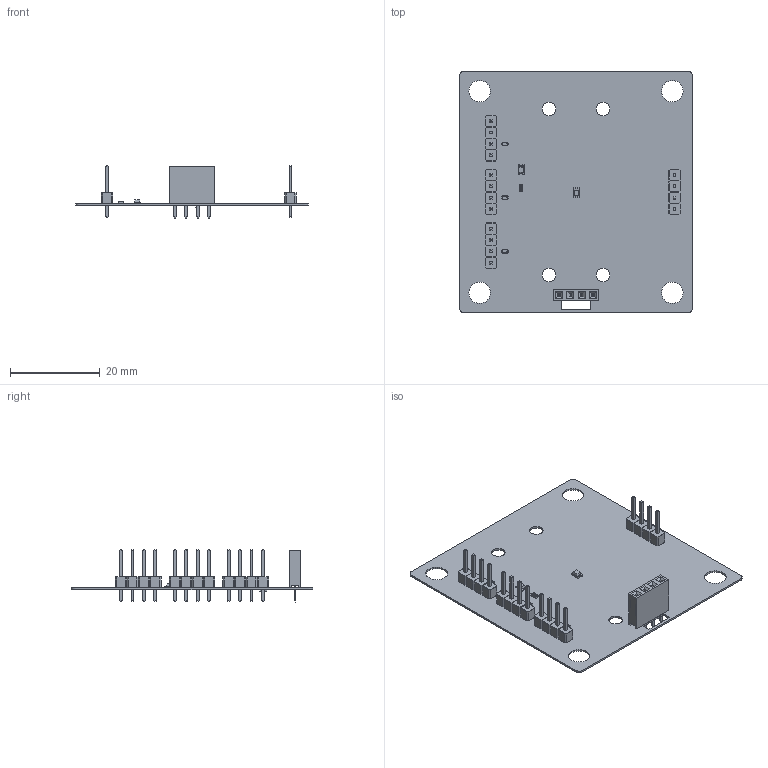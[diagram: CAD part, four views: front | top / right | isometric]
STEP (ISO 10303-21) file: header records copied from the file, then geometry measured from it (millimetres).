
FILE_DESCRIPTION(('Open CASCADE Model'),'2;1');
FILE_NAME('Open CASCADE Shape Model','2020-04-20T15:34:54',('Author'),( 'Open CASCADE'),'Open CASCADE STEP processor 6.8','Open CASCADE 6.8' ,'Unknown');
FILE_SCHEMA(('AUTOMOTIVE_DESIGN { 1 0 10303 214 1 1 1 1 }'));
Length unit declared in the file: millimetre
Products named in the file (23): PCB; Board; X5; PBS-04; VD3; User_Library-SOD523-2; VD4; VD5; X4; PLS-4; PLS-1; ïðÿìîé_øòûðü; îñíîâàíèå; X3; X2; X1; VD2; User_Library-CHIPLED-0805; VD1; LED_0805_-_GREEN; R1; chip_0603_r; R2
Assembly tree (32 placements, depth 5):
  PCB
    Board
    X5
      PBS-04
    VD3
      User_Library-SOD523-2
    VD4
      User_Library-SOD523-2
    VD5
      User_Library-SOD523-2
    X4
      PLS-4
        PLS-1  x5
          ïðÿìîé_øòûðü
          îñíîâàíèå
    X3
      PLS-4
        PLS-1  x5
          ïðÿìîé_øòûðü
          îñíîâàíèå
    X2
      PLS-4
        PLS-1  x5
          ïðÿìîé_øòûðü
          îñíîâàíèå
    X1
      PLS-4
        PLS-1  x5
          ïðÿìîé_øòûðü
          îñíîâàíèå
    VD2
      User_Library-CHIPLED-0805
    VD1
      LED_0805_-_GREEN
    R1
      chip_0603_r
    R2
      chip_0603_r
Bounding box: 52 x 54 x 11.74 mm (x, y, z)
Volume: 1627.1 mm3; surface area: 7585.5 mm2
Topology: 61 solids, 61 shells, 1609 faces, 3728 edges, 2196 vertices
Faces by surface type: plane 1311, cylinder 158, bspline 98, sphere 42
Full cylindrical faces by diameter (mm): 1.1 x20, 3 x4, 4.8 x4
Entity records: 20122 total; most frequent: CARTESIAN_POINT 5617, ORIENTED_EDGE 2486, DIRECTION 2251, EDGE_CURVE 1243, LINE 963, VECTOR 963, VERTEX_POINT 774, AXIS2_PLACEMENT_3D 644
